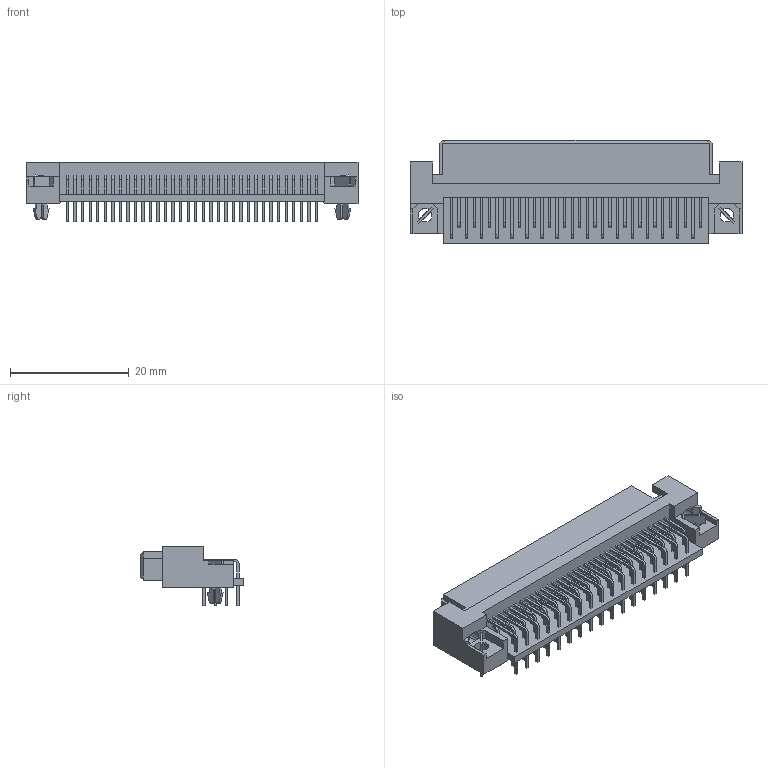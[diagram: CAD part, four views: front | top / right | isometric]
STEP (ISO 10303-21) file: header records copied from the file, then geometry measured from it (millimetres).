
FILE_DESCRIPTION(/* description */ (''),/* implementation_level */ '2;1');
FILE_NAME(/* name */ '3M_P50-068S-RR1-TG.stp',/* time_stamp */ '2016-11-07T15:06:45+01:00',/* author */ ('jchouvet'),/* organization */ (''),/* preprocessor_version */ 'ST-DEVELOPER v16.1',/* originating_system */ 'AutoCAD Mechanical',/* authorisation */ '');
FILE_SCHEMA (('AUTOMOTIVE_DESIGN { 1 0 10303 214 3 1 1 }'));
Length unit declared in the file: millimetre
Products named in the file (1): Product
Bounding box: 55.91 x 17.4 x 10 mm (x, y, z)
Volume: 2766.2 mm3; surface area: 5813.7 mm2
Topology: 140 solids, 140 shells, 1810 faces, 4442 edges, 2910 vertices
Faces by surface type: plane 1518, cylinder 292
Entity records: 52463 total; most frequent: CARTESIAN_POINT 9163, ORIENTED_EDGE 8884, DIRECTION 8650, EDGE_CURVE 4442, LINE 3856, VECTOR 3856, VERTEX_POINT 2910, AXIS2_PLACEMENT_3D 2397
